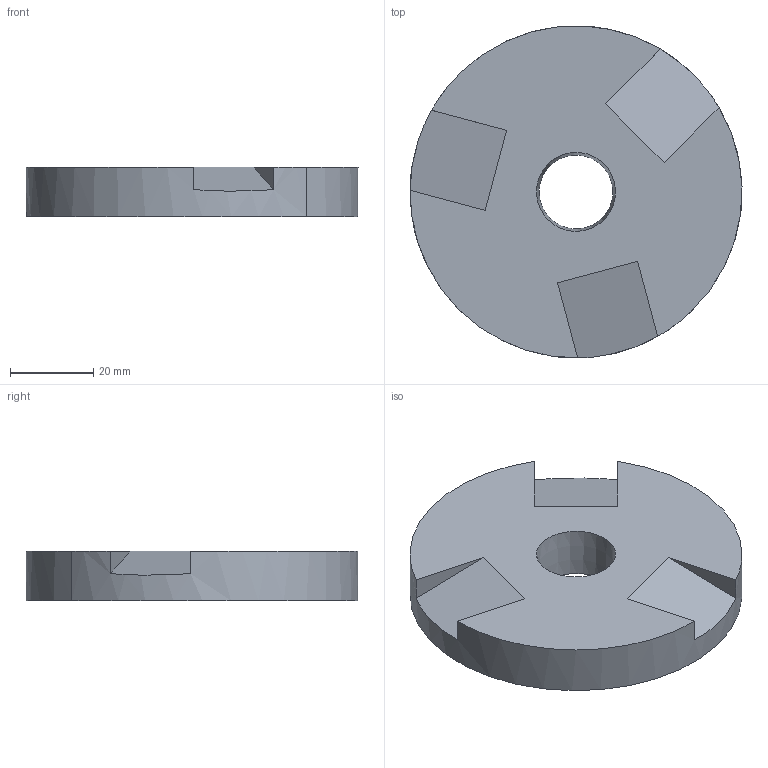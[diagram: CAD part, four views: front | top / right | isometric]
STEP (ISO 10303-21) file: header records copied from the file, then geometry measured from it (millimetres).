
FILE_DESCRIPTION(('CoCreate Modeling STEP Export'),'2;1');
FILE_NAME('m75.stp','2011-05-24T12:53:48',(''),(''),'CoCreate Modeling STEP processor for AP214 (Solid Model)','CoCreate Modeling 18.0P1120 20-Nov-2010 (C) Parametric Technology GmbH','');
FILE_SCHEMA(('AUTOMOTIVE_DESIGN { 1 0 10303 214 1 1 1 1 }'));
Length unit declared in the file: millimetre
Products named in the file (1): BODY_49____SOL2609_-_WSP_CARTER.PRT
Bounding box: 79.98 x 79.95 x 12 mm (x, y, z)
Volume: 53788.4 mm3; surface area: 13240.1 mm2
Topology: 1 solids, 1 shells, 15 faces, 39 edges, 26 vertices
Faces by surface type: plane 11, cylinder 2, cone 2
Entity records: 477 total; most frequent: CARTESIAN_POINT 94, ORIENTED_EDGE 78, DIRECTION 69, EDGE_CURVE 39, VERTEX_POINT 26, VECTOR 25, LINE 25, AXIS2_PLACEMENT_3D 22
